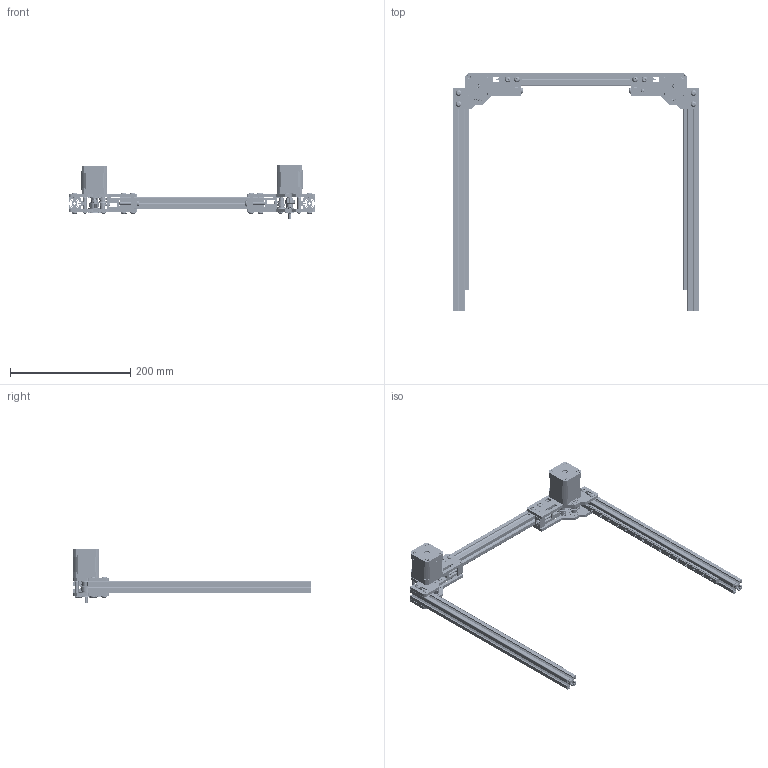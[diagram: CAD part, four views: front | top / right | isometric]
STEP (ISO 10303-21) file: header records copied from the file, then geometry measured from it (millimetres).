
FILE_DESCRIPTION(/* description */ (''),/* implementation_level */ '2;1');
FILE_NAME(/* name */ '_24_Sheet_metal_VT_6mm_rear_motor_mounts_FT_1.step',/* time_stamp */ '2025-06-10T14:43:11+02:00',/* author */ (''),/* organization */ (''),/* preprocessor_version */ 'ST-DEVELOPER v20.1',/* originating_system */ 'Autodesk Translation Framework v14.10.0.0',/* authorisation */ '');
FILE_SCHEMA (('AUTOMOTIVE_DESIGN { 1 0 10303 214 3 1 1 }'));
Length unit declared in the file: millimetre
Products named in the file (49): _24_Sheet_metal_VT_6mm_rear_motor_mounts_FT_1; _Sheet_metal_VT_6mm_rear_right_motor_mount_0; _Sheet_metal_VT_6mm_rear_right_motor_mount_hardware_0; _Sheet_metal_6mm_rear_right_motor_mount_motion_0; NEMA17 with 55mm long shaft; _S55 shaft; _GT2_20T_6mm_pulley_de-hubbed; Sheet_metal_6mm_spacer_a_2_or_2.5mm; _Sheet_metal_VT_6mm_rear_motor_mount_1; _Sheet_metal_VT_6mm_rear_motor_mount_hardware_1; M5 washer; M3x6 BHCS; M5x30 BHCS; M3x35 BHCS; M3xD6x20 spacer; M3 washer; M3x6 FHCS; M3x8 FHCS; M5x10 BHCS; M5xD10x5 shaft collar; M5xD8x5 spacer; M3x8 BHCS; _Sheet_metal_6mm_rear_motor_mount_motion_1; GT2 20T 6mm pulley; Shim 0.2mm; Di=5mm L0=5mm compression spring; _GT2_20T_6mm_pulley_de-hubbed_1; GT2 20T 6mm pulley de-hubbed; M4x2.5 set screw; F695 flanged bearing; Shim 1mm; Shim 0.5mm; D5x30 smooth pin; NEMA17; _stepper; _standard shaft; Sheet_metal_6mm_spacer_b_2_or_2.5mm; Sheet_metal_6mm_tensioner_b_4.7-5mm; Sheet_metal_6mm_tensioner_a_4.7-5mm; Sheet_metal_6mm_tensioner_c_4.7-5mm ...
Assembly tree (169 placements, depth 5):
  _24_Sheet_metal_VT_6mm_rear_motor_mounts_FT_1
    _Sheet_metal_VT_6mm_rear_right_motor_mount_0
      Sheet_metal_VT_rear_motor_mount_b_4.7-5mm
      Sheet_metal_VT_rear_motor_mount_a_4.7-5mm
      _Sheet_metal_VT_6mm_rear_right_motor_mount_hardware_0
        M3x6 BHCS  x3
        M3 washer  x3
        M3xD6x20 spacer  x3
        M5x10 BHCS  x8
        M3x35 BHCS  x3
        M3x6 FHCS  x4
        M5x30 BHCS
        M5 washer
        M5 2020 drop-in T-nut  x4
        M5xD10x5 shaft collar
        M5xD8x5 spacer
        M3x8 BHCS
      _Sheet_metal_6mm_rear_right_motor_mount_motion_0
        F695 flanged bearing  x5
        Shim 0.2mm
        Di=5mm L0=5mm compression spring
        D5x30 smooth pin  x2
        Shim 1mm  x3
        NEMA17 with 55mm long shaft
          _S55 shaft
          _stepper
        _GT2_20T_6mm_pulley_de-hubbed
          GT2 20T 6mm pulley de-hubbed
          M4x2.5 set screw  x2
        GT2 20T 6mm pulley
        Shim 0.5mm
      Sheet_metal_6mm_tensioner_b_4.7-5mm
      Sheet_metal_6mm_spacer_a_2_or_2.5mm
      Sheet_metal_6mm_tensioner_a_4.7-5mm
      Sheet_metal_6mm_tensioner_c_4.7-5mm
    _Sheet_metal_VT_6mm_rear_motor_mount_1
      _Sheet_metal_VT_6mm_rear_motor_mount_hardware_1
        M5 washer
        M3x6 BHCS
        M3x6 FHCS  x4
        M3 washer  x3
        M3x35 BHCS  x3
        M5x30 BHCS
        M5x10 BHCS  x8
        M3xD6x20 spacer  x3
        M3x8 FHCS  x2
        M5 2020 drop-in T-nut  x4
        M5xD10x5 shaft collar
        M5xD8x5 spacer
        M3x8 BHCS
      _Sheet_metal_6mm_rear_motor_mount_motion_1
        F695 flanged bearing  x5
        GT2 20T 6mm pulley
        Shim 0.2mm
        Di=5mm L0=5mm compression spring
        D5x30 smooth pin  x2
        _GT2_20T_6mm_pulley_de-hubbed_1
          GT2 20T 6mm pulley de-hubbed
          M4x2.5 set screw  x2
        Shim 1mm  x3
Bounding box: 410 x 394.1 x 90 mm (x, y, z)
Volume: 497542.9 mm3; surface area: 325524.6 mm2
Topology: 163 solids, 163 shells, 4098 faces, 9756 edges, 6254 vertices
Faces by surface type: plane 1868, cylinder 1370, cone 750, torus 42, bspline 38, sphere 30
Full cylindrical faces by diameter (mm): 2.464 x8, 2.5 x18, 3 x68, 3.1 x22, 3.2 x6, 3.4 x6, 3.5 x30, 4.2 x21, 5 x52, 5.001 x2, 5.1 x12, 5.3 x2, 5.5 x30, 5.7 x12, 6 x46, 6.5 x22, 7 x6, 7.823 x4, 8 x12, 8.141 x4, 9 x2, 9.5 x18, 10 x6, 11.5 x20, 12 x4, 13 x10, 13.03 x7, 15 x10, 16 x8, 22 x2
Entity records: 49837 total; most frequent: CARTESIAN_POINT 10555, DIRECTION 8451, ORIENTED_EDGE 7482, EDGE_CURVE 3741, AXIS2_PLACEMENT_3D 3145, VERTEX_POINT 2443, LINE 2161, VECTOR 2161
